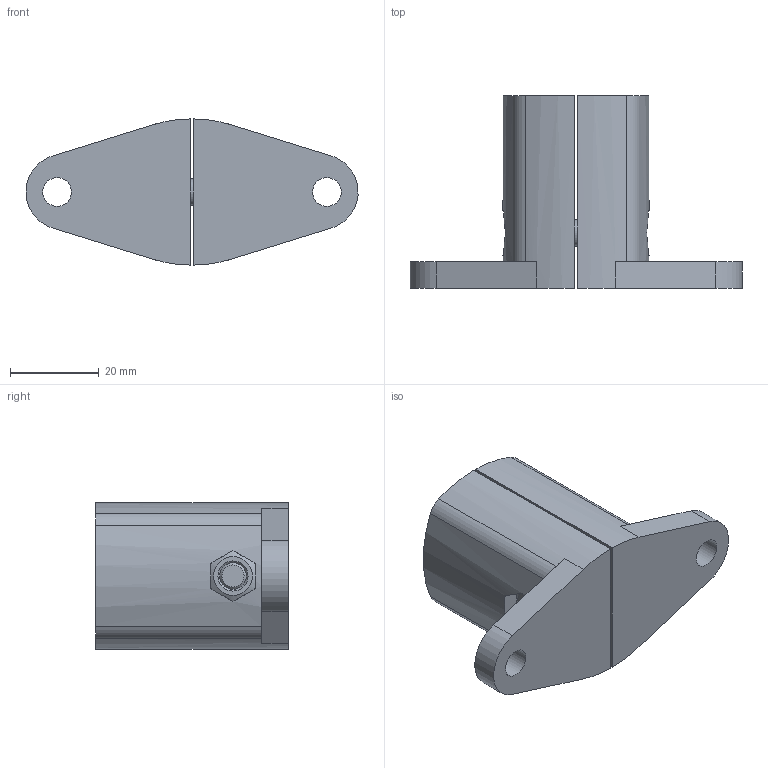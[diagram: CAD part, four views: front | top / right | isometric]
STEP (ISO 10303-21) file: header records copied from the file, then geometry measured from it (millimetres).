
FILE_DESCRIPTION(/* description */ (''),/* implementation_level */ '2;1');
FILE_NAME(/* name */ '44D-280-0.step',/* time_stamp */ '2022-07-20T12:00:23-04:00',/* author */ (''),/* organization */ (''),/* preprocessor_version */ 'ST-DEVELOPER v19',/* originating_system */ 'Autodesk Translation Framework v11.7.0.108',/* authorisation */ '');
FILE_SCHEMA (('AUTOMOTIVE_DESIGN { 1 0 10303 214 3 1 1 }'));
Length unit declared in the file: millimetre
Products named in the file (1): 44D-280-0
Bounding box: 74.81 x 43.42 x 32.94 mm (x, y, z)
Volume: 30837.2 mm3; surface area: 14535.4 mm2
Topology: 4 solids, 4 shells, 94 faces, 249 edges, 166 vertices
Faces by surface type: plane 53, cylinder 35, cone 6
Full cylindrical faces by diameter (mm): 5.191 x1, 5.989 x3, 6.488 x2, 9.982 x1
Entity records: 3098 total; most frequent: CARTESIAN_POINT 705, ORIENTED_EDGE 496, DIRECTION 487, EDGE_CURVE 248, AXIS2_PLACEMENT_3D 177, VERTEX_POINT 166, LINE 133, VECTOR 133
